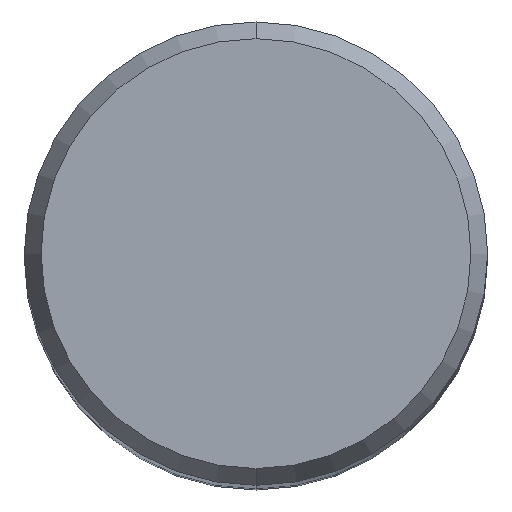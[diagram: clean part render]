
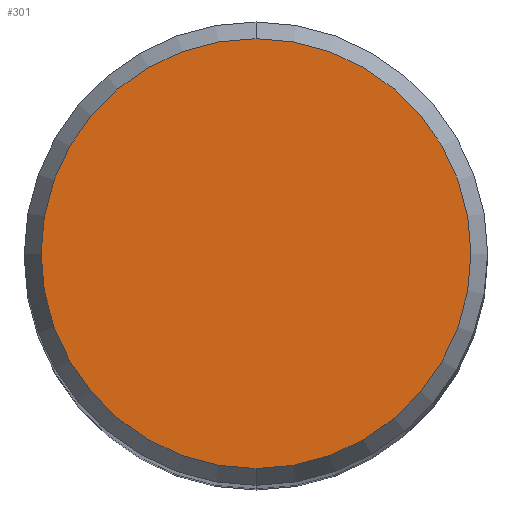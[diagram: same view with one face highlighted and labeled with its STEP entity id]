
A CAD part, top view. The second image highlights one B-rep face of the part: STEP entity #301.
In plain terms, the highlighted planar face has unit normal (0, 0, 1).
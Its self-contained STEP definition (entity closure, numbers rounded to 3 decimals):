
#159=VERTEX_POINT('',#426);
#167=VERTEX_POINT('',#436);
#215=EDGE_CURVE('',#167,#159,#489,.T.);
#301=ADVANCED_FACE('',(#579),#580,.T.);
#353=EDGE_CURVE('',#159,#167,#636,.T.);
#426=CARTESIAN_POINT('',(0.,-5.892,0.0));
#436=CARTESIAN_POINT('',(0.0,5.892,0.0));
#489=CIRCLE('',#842,5.892);
#579=FACE_OUTER_BOUND('',#1063,.T.);
#580=PLANE('',#1064);
#636=CIRCLE('',#1219,5.892);
#842=AXIS2_PLACEMENT_3D('',#1419,#1420,#1421);
#1063=EDGE_LOOP('',(#1492,#1493));
#1064=AXIS2_PLACEMENT_3D('',#1494,#1495,#1496);
#1219=AXIS2_PLACEMENT_3D('',#1549,#1550,#1551);
#1419=CARTESIAN_POINT('',(0.0,0.0,0.0));
#1420=DIRECTION('',(0.0,0.0,-1.0));
#1421=DIRECTION('',(0.0,1.0,0.0));
#1492=ORIENTED_EDGE('',*,*,#215,.F.);
#1493=ORIENTED_EDGE('',*,*,#353,.F.);
#1494=CARTESIAN_POINT('',(0.0,2.946,0.0));
#1495=DIRECTION('',(-0.0,0.0,1.0));
#1496=DIRECTION('',(0.0,-1.0,0.0));
#1549=CARTESIAN_POINT('',(0.0,0.0,0.0));
#1550=DIRECTION('',(0.0,0.0,-1.0));
#1551=DIRECTION('',(0.0,1.0,0.0));
